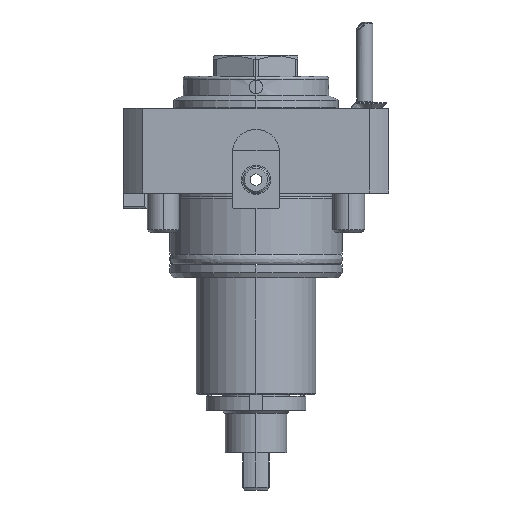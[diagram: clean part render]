
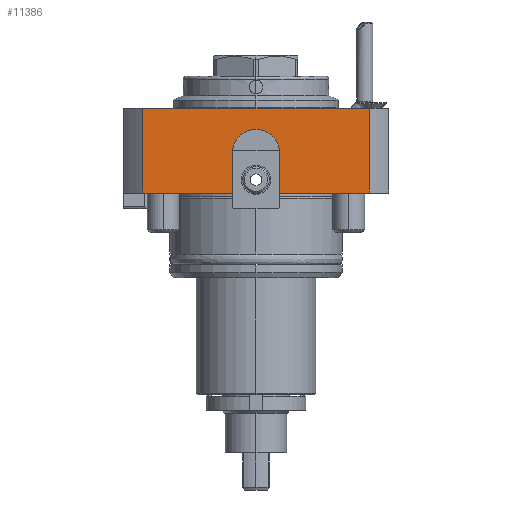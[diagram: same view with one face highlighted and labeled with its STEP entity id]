
A CAD part, left-side view. The second image highlights one B-rep face of the part: STEP entity #11386.
In plain terms, the highlighted planar face has unit normal (1, 0, 0).
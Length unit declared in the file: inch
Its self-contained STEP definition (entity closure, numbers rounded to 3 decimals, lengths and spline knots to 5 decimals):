
#17 = DIRECTION ( 'NONE',  ( 1., 0., 0. ) ) ;
#185 = LINE ( 'NONE', #6182, #4899 ) ;
#464 = ORIENTED_EDGE ( 'NONE', *, *, #3773, .T. ) ;
#646 = ORIENTED_EDGE ( 'NONE', *, *, #9120, .T. ) ;
#731 = CARTESIAN_POINT ( 'NONE',  ( -1.85039, 1.68108, 1.25984 ) ) ;
#889 = VECTOR ( 'NONE', #3759, 39.37008 ) ;
#1076 = EDGE_CURVE ( 'NONE', #13144, #18666, #8149, .T. ) ;
#1378 = DIRECTION ( 'NONE',  ( 0., 1., 0. ) ) ;
#2032 = DIRECTION ( 'NONE',  ( 0., 0., -1. ) ) ;
#2484 = CARTESIAN_POINT ( 'NONE',  ( -1.85039, 0.35433, 0.59055 ) ) ;
#2536 = VERTEX_POINT ( 'NONE', #2484 ) ;
#2626 = VERTEX_POINT ( 'NONE', #16046 ) ;
#3029 = VECTOR ( 'NONE', #13298, 39.37008 ) ;
#3301 = DIRECTION ( 'NONE',  ( 0., -1., 0. ) ) ;
#3509 = LINE ( 'NONE', #9488, #13004 ) ;
#3759 = DIRECTION ( 'NONE',  ( 0., 0., 1. ) ) ;
#3773 = EDGE_CURVE ( 'NONE', #13144, #18519, #10302, .T. ) ;
#3886 = CARTESIAN_POINT ( 'NONE',  ( -1.85039, -0.35433, 0.59055 ) ) ;
#3999 = ORIENTED_EDGE ( 'NONE', *, *, #16969, .T. ) ;
#4101 = CIRCLE ( 'NONE', #9117, 0.35433 ) ;
#4537 = AXIS2_PLACEMENT_3D ( 'NONE', #14837, #17, #1378 ) ;
#4588 = DIRECTION ( 'NONE',  ( -1., 0., 0. ) ) ;
#4899 = VECTOR ( 'NONE', #10767, 39.37008 ) ;
#4962 = VECTOR ( 'NONE', #5898, 39.37008 ) ;
#5898 = DIRECTION ( 'NONE',  ( 0., 0., 1. ) ) ;
#6182 = CARTESIAN_POINT ( 'NONE',  ( -1.85039, 1.27756, 0. ) ) ;
#6357 = CARTESIAN_POINT ( 'NONE',  ( -1.85039, 0.35433, 1.25984 ) ) ;
#6491 = EDGE_CURVE ( 'NONE', #7111, #2626, #185, .T. ) ;
#6575 = ORIENTED_EDGE ( 'NONE', *, *, #13589, .T. ) ;
#7111 = VERTEX_POINT ( 'NONE', #16615 ) ;
#7327 = CARTESIAN_POINT ( 'NONE',  ( -1.85039, 1.68108, 1.25984 ) ) ;
#7724 = DIRECTION ( 'NONE',  ( 0., 0., -1. ) ) ;
#8110 = ORIENTED_EDGE ( 'NONE', *, *, #6491, .F. ) ;
#8149 = LINE ( 'NONE', #13739, #13390 ) ;
#8837 = PLANE ( 'NONE',  #4537 ) ;
#9117 = AXIS2_PLACEMENT_3D ( 'NONE', #18040, #4588, #3301 ) ;
#9120 = EDGE_CURVE ( 'NONE', #18519, #2536, #4101, .T. ) ;
#9208 = EDGE_CURVE ( 'NONE', #2536, #2626, #16467, .T. ) ;
#9488 = CARTESIAN_POINT ( 'NONE',  ( -1.85039, -1.68108, 1.25984 ) ) ;
#9700 = VERTEX_POINT ( 'NONE', #731 ) ;
#10302 = LINE ( 'NONE', #16304, #4962 ) ;
#10556 = CARTESIAN_POINT ( 'NONE',  ( -1.85039, -0.35433, 0. ) ) ;
#10739 = CARTESIAN_POINT ( 'NONE',  ( -1.85039, -1.68108, 0. ) ) ;
#10767 = DIRECTION ( 'NONE',  ( 0., -1., 0. ) ) ;
#11223 = LINE ( 'NONE', #17223, #889 ) ;
#11386 = ADVANCED_FACE ( 'NONE', ( #13455 ), #8837, .T. ) ;
#11546 = CARTESIAN_POINT ( 'NONE',  ( -1.85039, -1.68108, 1.25984 ) ) ;
#11825 = ORIENTED_EDGE ( 'NONE', *, *, #9208, .T. ) ;
#11889 = EDGE_LOOP ( 'NONE', ( #11825, #8110, #6575, #3999, #17858, #17913, #464, #646 ) ) ;
#12072 = EDGE_CURVE ( 'NONE', #16086, #18666, #3509, .T. ) ;
#13004 = VECTOR ( 'NONE', #2032, 39.37008 ) ;
#13144 = VERTEX_POINT ( 'NONE', #10556 ) ;
#13298 = DIRECTION ( 'NONE',  ( 0., -1., 0. ) ) ;
#13390 = VECTOR ( 'NONE', #18355, 39.37008 ) ;
#13455 = FACE_OUTER_BOUND ( 'NONE', #11889, .T. ) ;
#13589 = EDGE_CURVE ( 'NONE', #7111, #9700, #11223, .T. ) ;
#13739 = CARTESIAN_POINT ( 'NONE',  ( -1.85039, 1.27756, 0. ) ) ;
#14837 = CARTESIAN_POINT ( 'NONE',  ( -1.85039, 1.68108, 1.25984 ) ) ;
#16046 = CARTESIAN_POINT ( 'NONE',  ( -1.85039, 0.35433, 0. ) ) ;
#16086 = VERTEX_POINT ( 'NONE', #11546 ) ;
#16304 = CARTESIAN_POINT ( 'NONE',  ( -1.85039, -0.35433, 1.25984 ) ) ;
#16343 = VECTOR ( 'NONE', #7724, 39.37008 ) ;
#16467 = LINE ( 'NONE', #6357, #16343 ) ;
#16615 = CARTESIAN_POINT ( 'NONE',  ( -1.85039, 1.68108, 0. ) ) ;
#16969 = EDGE_CURVE ( 'NONE', #9700, #16086, #17835, .T. ) ;
#17223 = CARTESIAN_POINT ( 'NONE',  ( -1.85039, 1.68108, 1.25984 ) ) ;
#17835 = LINE ( 'NONE', #7327, #3029 ) ;
#17858 = ORIENTED_EDGE ( 'NONE', *, *, #12072, .T. ) ;
#17913 = ORIENTED_EDGE ( 'NONE', *, *, #1076, .F. ) ;
#18040 = CARTESIAN_POINT ( 'NONE',  ( -1.85039, 0., 0.59055 ) ) ;
#18355 = DIRECTION ( 'NONE',  ( 0., -1., 0. ) ) ;
#18519 = VERTEX_POINT ( 'NONE', #3886 ) ;
#18666 = VERTEX_POINT ( 'NONE', #10739 ) ;
